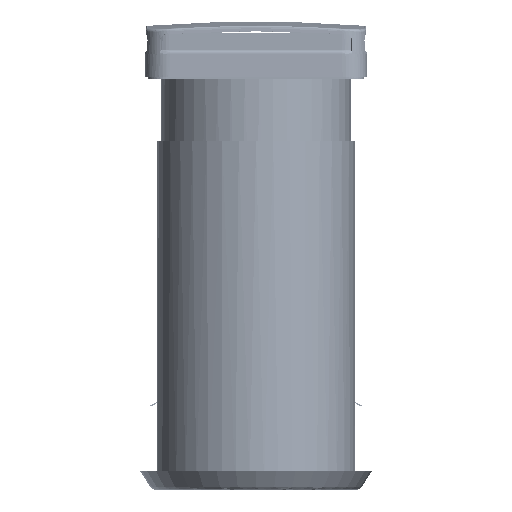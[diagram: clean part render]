
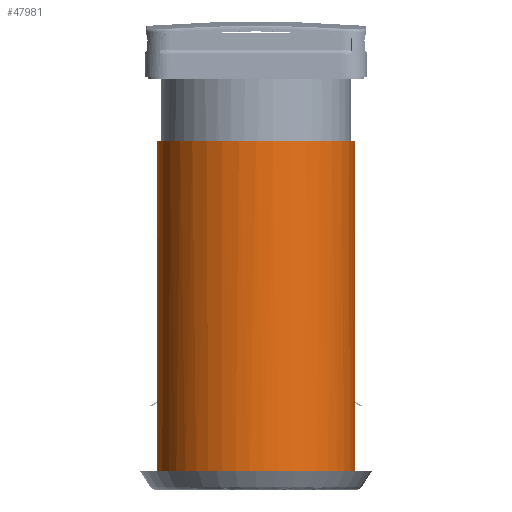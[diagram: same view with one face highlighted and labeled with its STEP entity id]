
A CAD part, top view. The second image highlights one B-rep face of the part: STEP entity #47981.
In plain terms, the highlighted cylindrical face has radius 80 mm (diameter 160 mm), a partial arc.
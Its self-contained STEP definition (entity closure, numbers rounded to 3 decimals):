
#39736=CARTESIAN_POINT('Vertex',(80.,0.5,0.)) ;
#39738=CARTESIAN_POINT('Vertex',(-80.,0.5,0.)) ;
#39742=CARTESIAN_POINT('Control Point',(-80.,0.5,0.)) ;
#39743=CARTESIAN_POINT('Control Point',(-80.,0.5,7.449)) ;
#39744=CARTESIAN_POINT('Control Point',(-79.133,0.5,14.898)) ;
#39745=CARTESIAN_POINT('Control Point',(-77.399,0.5,22.213)) ;
#39746=CARTESIAN_POINT('Control Point',(-72.26,0.5,36.303)) ;
#39747=CARTESIAN_POINT('Control Point',(-64.023,0.5,48.837)) ;
#39748=CARTESIAN_POINT('Control Point',(-59.189,0.5,54.595)) ;
#39749=CARTESIAN_POINT('Control Point',(-48.272,0.5,64.879)) ;
#39750=CARTESIAN_POINT('Control Point',(-35.284,0.5,72.381)) ;
#39751=CARTESIAN_POINT('Control Point',(-28.381,0.5,75.356)) ;
#39752=CARTESIAN_POINT('Control Point',(-14.008,0.5,79.644)) ;
#39753=CARTESIAN_POINT('Control Point',(0.965,0.5,80.517)) ;
#39754=CARTESIAN_POINT('Control Point',(8.469,0.5,80.077)) ;
#39755=CARTESIAN_POINT('Control Point',(23.237,0.5,77.456)) ;
#39756=CARTESIAN_POINT('Control Point',(37.009,0.5,71.515)) ;
#39757=CARTESIAN_POINT('Control Point',(43.516,0.5,67.752)) ;
#39758=CARTESIAN_POINT('Control Point',(55.536,0.5,58.781)) ;
#39759=CARTESIAN_POINT('Control Point',(65.175,0.5,47.289)) ;
#39760=CARTESIAN_POINT('Control Point',(69.301,0.5,41.005)) ;
#39761=CARTESIAN_POINT('Control Point',(75.168,0.5,29.283)) ;
#39762=CARTESIAN_POINT('Control Point',(78.545,0.5,16.658)) ;
#39763=CARTESIAN_POINT('Control Point',(79.515,0.5,11.143)) ;
#39764=CARTESIAN_POINT('Control Point',(80.,0.5,5.571)) ;
#39765=CARTESIAN_POINT('Control Point',(80.,0.5,0.)) ;
#41039=CARTESIAN_POINT('Vertex',(79.975,68.623,2.)) ;
#41055=CARTESIAN_POINT('Vertex',(79.975,69.778,2.)) ;
#41058=CARTESIAN_POINT('Line Origine',(79.975,69.201,2.)) ;
#41074=CARTESIAN_POINT('Vertex',(-79.975,69.778,2.)) ;
#41090=CARTESIAN_POINT('Vertex',(-79.975,68.623,2.)) ;
#41093=CARTESIAN_POINT('Line Origine',(-79.975,69.201,2.)) ;
#41262=CARTESIAN_POINT('Vertex',(80.,69.764,0.)) ;
#41266=CARTESIAN_POINT('Control Point',(80.,69.764,0.)) ;
#41267=CARTESIAN_POINT('Control Point',(80.,69.764,0.4)) ;
#41268=CARTESIAN_POINT('Control Point',(79.997,69.765,0.8)) ;
#41269=CARTESIAN_POINT('Control Point',(79.992,69.768,1.2)) ;
#41270=CARTESIAN_POINT('Control Point',(79.985,69.772,1.6)) ;
#41271=CARTESIAN_POINT('Control Point',(79.975,69.778,2.)) ;
#41386=CARTESIAN_POINT('Vertex',(-80.,68.609,0.)) ;
#41390=CARTESIAN_POINT('Control Point',(-79.975,68.623,2.)) ;
#41391=CARTESIAN_POINT('Control Point',(-79.985,68.618,1.6)) ;
#41392=CARTESIAN_POINT('Control Point',(-79.992,68.613,1.2)) ;
#41393=CARTESIAN_POINT('Control Point',(-79.997,68.61,0.8)) ;
#41394=CARTESIAN_POINT('Control Point',(-80.,68.609,0.4)) ;
#41395=CARTESIAN_POINT('Control Point',(-80.,68.609,0.)) ;
#41553=CARTESIAN_POINT('Control Point',(-79.975,69.778,2.)) ;
#41554=CARTESIAN_POINT('Control Point',(-79.985,69.772,1.6)) ;
#41555=CARTESIAN_POINT('Control Point',(-79.992,69.768,1.2)) ;
#41556=CARTESIAN_POINT('Control Point',(-79.997,69.765,0.8)) ;
#41557=CARTESIAN_POINT('Control Point',(-80.,69.764,0.4)) ;
#41558=CARTESIAN_POINT('Control Point',(-80.,69.764,0.)) ;
#41559=CARTESIAN_POINT('Vertex',(-80.,69.764,0.)) ;
#41655=CARTESIAN_POINT('Control Point',(80.,68.609,0.)) ;
#41656=CARTESIAN_POINT('Control Point',(80.,68.609,0.4)) ;
#41657=CARTESIAN_POINT('Control Point',(79.997,68.61,0.8)) ;
#41658=CARTESIAN_POINT('Control Point',(79.992,68.613,1.2)) ;
#41659=CARTESIAN_POINT('Control Point',(79.985,68.618,1.6)) ;
#41660=CARTESIAN_POINT('Control Point',(79.975,68.623,2.)) ;
#41661=CARTESIAN_POINT('Vertex',(80.,68.609,0.)) ;
#47913=CARTESIAN_POINT('Axis2P3D Location',(0.,280.5,0.)) ;
#47918=CARTESIAN_POINT('Line Origine',(-80.,280.5,0.)) ;
#47922=CARTESIAN_POINT('Vertex',(-80.,280.5,0.)) ;
#47929=CARTESIAN_POINT('Vertex',(80.,280.5,0.)) ;
#47932=CARTESIAN_POINT('Line Origine',(80.,280.5,0.)) ;
#47937=CARTESIAN_POINT('Line Origine',(80.,280.5,0.)) ;
#47942=CARTESIAN_POINT('Line Origine',(-80.,280.5,0.)) ;
#47962=CARTESIAN_POINT('Axis2P3D Location',(0.,280.5,0.)) ;
#41060=VECTOR('Line Direction',#41059,1.) ;
#41095=VECTOR('Line Direction',#41094,1.) ;
#47920=VECTOR('Line Direction',#47919,1.) ;
#47934=VECTOR('Line Direction',#47933,1.) ;
#47939=VECTOR('Line Direction',#47938,1.) ;
#47944=VECTOR('Line Direction',#47943,1.) ;
#41059=DIRECTION('Vector Direction',(0.,1.,0.)) ;
#41094=DIRECTION('Vector Direction',(0.,1.,0.)) ;
#47914=DIRECTION('Axis2P3D Direction',(0.,1.,0.)) ;
#47915=DIRECTION('Axis2P3D XDirection',(1.,0.,0.)) ;
#47919=DIRECTION('Vector Direction',(0.,1.,0.)) ;
#47933=DIRECTION('Vector Direction',(0.,1.,0.)) ;
#47938=DIRECTION('Vector Direction',(0.,1.,0.)) ;
#47943=DIRECTION('Vector Direction',(0.,1.,0.)) ;
#47963=DIRECTION('Axis2P3D Direction',(0.,1.,0.)) ;
#47916=AXIS2_PLACEMENT_3D('Cylinder Axis2P3D',#47913,#47914,#47915) ;
#47964=AXIS2_PLACEMENT_3D('Circle Axis2P3D',#47962,#47963,$) ;
#41061=LINE('Line',#41058,#41060) ;
#41096=LINE('Line',#41093,#41095) ;
#47921=LINE('Line',#47918,#47920) ;
#47935=LINE('Line',#47932,#47934) ;
#47940=LINE('Line',#47937,#47939) ;
#47945=LINE('Line',#47942,#47944) ;
#47965=CIRCLE('generated circle',#47964,80.) ;
#47917=CYLINDRICAL_SURFACE('generated cylinder',#47916,80.) ;
#39766=EDGE_CURVE('',#39739,#39737,#39741,.T.) ;
#41062=EDGE_CURVE('',#41040,#41056,#41061,.T.) ;
#41097=EDGE_CURVE('',#41091,#41075,#41096,.T.) ;
#41272=EDGE_CURVE('',#41263,#41056,#41265,.T.) ;
#41396=EDGE_CURVE('',#41091,#41387,#41389,.T.) ;
#41561=EDGE_CURVE('',#41075,#41560,#41552,.T.) ;
#41663=EDGE_CURVE('',#41662,#41040,#41654,.T.) ;
#47924=EDGE_CURVE('',#41560,#47923,#47921,.T.) ;
#47936=EDGE_CURVE('',#41263,#47930,#47935,.T.) ;
#47941=EDGE_CURVE('',#39737,#41662,#47940,.T.) ;
#47946=EDGE_CURVE('',#39739,#41387,#47945,.T.) ;
#47966=EDGE_CURVE('',#47930,#47923,#47965,.F.) ;
#47968=ORIENTED_EDGE('',*,*,#47946,.F.) ;
#47969=ORIENTED_EDGE('',*,*,#39766,.T.) ;
#47970=ORIENTED_EDGE('',*,*,#47941,.T.) ;
#47971=ORIENTED_EDGE('',*,*,#41663,.T.) ;
#47972=ORIENTED_EDGE('',*,*,#41062,.T.) ;
#47973=ORIENTED_EDGE('',*,*,#41272,.F.) ;
#47974=ORIENTED_EDGE('',*,*,#47936,.T.) ;
#47975=ORIENTED_EDGE('',*,*,#47966,.T.) ;
#47976=ORIENTED_EDGE('',*,*,#47924,.F.) ;
#47977=ORIENTED_EDGE('',*,*,#41561,.F.) ;
#47978=ORIENTED_EDGE('',*,*,#41097,.F.) ;
#47979=ORIENTED_EDGE('',*,*,#41396,.T.) ;
#47967=EDGE_LOOP('',(#47968,#47969,#47970,#47971,#47972,#47973,#47974,#47975,#47976,#47977,#47978,#47979)) ;
#39737=VERTEX_POINT('',#39736) ;
#39739=VERTEX_POINT('',#39738) ;
#41040=VERTEX_POINT('',#41039) ;
#41056=VERTEX_POINT('',#41055) ;
#41075=VERTEX_POINT('',#41074) ;
#41091=VERTEX_POINT('',#41090) ;
#41263=VERTEX_POINT('',#41262) ;
#41387=VERTEX_POINT('',#41386) ;
#41560=VERTEX_POINT('',#41559) ;
#41662=VERTEX_POINT('',#41661) ;
#47923=VERTEX_POINT('',#47922) ;
#47930=VERTEX_POINT('',#47929) ;
#47981=ADVANCED_FACE('PartBody',(#47980),#47917,.T.) ;
#39741=B_SPLINE_CURVE_WITH_KNOTS('',5,(#39742,#39743,#39744,#39745,#39746,#39747,#39748,#39749,#39750,#39751,#39752,#39753,#39754,#39755,#39756,#39757,#39758,#39759,#39760,#39761,#39762,#39763,#39764,#39765),.UNSPECIFIED.,.F.,.U.,(6,3,3,3,3,3,3,6),(0.,52.672,105.344,158.016,210.688,263.361,316.033,355.428),.UNSPECIFIED.) ;
#41265=B_SPLINE_CURVE_WITH_KNOTS('',5,(#41266,#41267,#41268,#41269,#41270,#41271),.UNSPECIFIED.,.F.,.U.,(6,6),(0.,2.829),.UNSPECIFIED.) ;
#41389=B_SPLINE_CURVE_WITH_KNOTS('',5,(#41390,#41391,#41392,#41393,#41394,#41395),.UNSPECIFIED.,.F.,.U.,(6,6),(0.,2.829),.UNSPECIFIED.) ;
#41552=B_SPLINE_CURVE_WITH_KNOTS('',5,(#41553,#41554,#41555,#41556,#41557,#41558),.UNSPECIFIED.,.F.,.U.,(6,6),(0.,2.829),.UNSPECIFIED.) ;
#41654=B_SPLINE_CURVE_WITH_KNOTS('',5,(#41655,#41656,#41657,#41658,#41659,#41660),.UNSPECIFIED.,.F.,.U.,(6,6),(0.,2.829),.UNSPECIFIED.) ;
#47980=FACE_OUTER_BOUND('',#47967,.T.) ;
